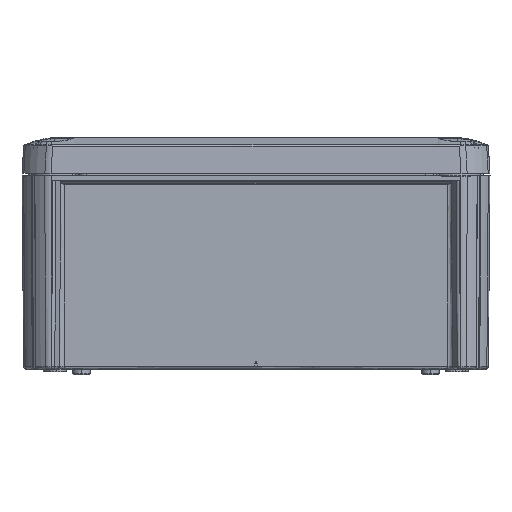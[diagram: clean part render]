
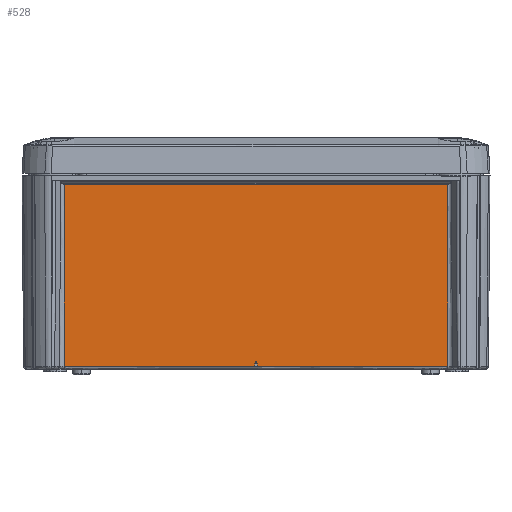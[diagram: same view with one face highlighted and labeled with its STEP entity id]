
A CAD part, left-side view. The second image highlights one B-rep face of the part: STEP entity #528.
In plain terms, the highlighted planar face has unit normal (-1, 0, -0.009).
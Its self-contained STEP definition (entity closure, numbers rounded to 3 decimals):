
#528=ADVANCED_FACE('',(#2659),#34860,.T.);
#2659=FACE_OUTER_BOUND('',#4795,.T.);
#4795=EDGE_LOOP('',(#8630,#8631,#8632,#8633,#8634,#8635,#8636,#8637));
#8630=ORIENTED_EDGE('',*,*,#19401,.T.);
#8631=ORIENTED_EDGE('',*,*,#19402,.T.);
#8632=ORIENTED_EDGE('',*,*,#19403,.T.);
#8633=ORIENTED_EDGE('',*,*,#18183,.T.);
#8634=ORIENTED_EDGE('',*,*,#18176,.T.);
#8635=ORIENTED_EDGE('',*,*,#18262,.T.);
#8636=ORIENTED_EDGE('',*,*,#18263,.T.);
#8637=ORIENTED_EDGE('',*,*,#18184,.F.);
#18176=EDGE_CURVE('',#29866,#29865,#26061,.T.);
#18183=EDGE_CURVE('',#29869,#29866,#26066,.T.);
#18184=EDGE_CURVE('',#29871,#29867,#26067,.T.);
#18262=EDGE_CURVE('',#29865,#29936,#24060,.T.);
#18263=EDGE_CURVE('',#29936,#29867,#26101,.T.);
#19401=EDGE_CURVE('',#29871,#30742,#26712,.T.);
#19402=EDGE_CURVE('',#30742,#30743,#26713,.T.);
#19403=EDGE_CURVE('',#30743,#29869,#26714,.T.);
#24060=(
BOUNDED_CURVE()
B_SPLINE_CURVE(2,(#73473,#73474,#73475,#73476,#73477),.UNSPECIFIED.,.F.,
 .F.)
B_SPLINE_CURVE_WITH_KNOTS((3,2,3),(-0.435,-0.314,
-0.194),.UNSPECIFIED.)
CURVE()
GEOMETRIC_REPRESENTATION_ITEM()
RATIONAL_B_SPLINE_CURVE((1.,0.819,1.,0.819,1.))
REPRESENTATION_ITEM('')
);
#26061=B_SPLINE_CURVE_WITH_KNOTS('',1,(#72633,#72634),.UNSPECIFIED.,.F.,
 .F.,(2,2),(-1.854,0.),.UNSPECIFIED.);
#26066=B_SPLINE_CURVE_WITH_KNOTS('',1,(#72649,#72650),.UNSPECIFIED.,.F.,
 .F.,(2,2),(0.,77.219),.UNSPECIFIED.);
#26067=B_SPLINE_CURVE_WITH_KNOTS('',1,(#72651,#72652),.UNSPECIFIED.,.F.,
 .F.,(2,2),(-77.218,0.),.UNSPECIFIED.);
#26101=B_SPLINE_CURVE_WITH_KNOTS('',1,(#73478,#73479),.UNSPECIFIED.,.F.,
 .F.,(2,2),(-1.854,0.),.UNSPECIFIED.);
#26712=B_SPLINE_CURVE_WITH_KNOTS('',1,(#81820,#81821),.UNSPECIFIED.,.F.,
 .F.,(2,2),(-73.653,0.),.UNSPECIFIED.);
#26713=B_SPLINE_CURVE_WITH_KNOTS('',1,(#81822,#81823),.UNSPECIFIED.,.F.,
 .F.,(2,2),(0.,155.893),.UNSPECIFIED.);
#26714=B_SPLINE_CURVE_WITH_KNOTS('',1,(#81824,#81825),.UNSPECIFIED.,.F.,
 .F.,(2,2),(0.,73.653),.UNSPECIFIED.);
#29865=VERTEX_POINT('',#71251);
#29866=VERTEX_POINT('',#71252);
#29867=VERTEX_POINT('',#71253);
#29869=VERTEX_POINT('',#71255);
#29871=VERTEX_POINT('',#71257);
#29936=VERTEX_POINT('',#71322);
#30742=VERTEX_POINT('',#72128);
#30743=VERTEX_POINT('',#72129);
#34860=PLANE('',#35901);
#35901=AXIS2_PLACEMENT_3D('',#59120,#36858,$);
#36858=DIRECTION('',(-1.,0.,-0.009));
#59120=CARTESIAN_POINT('',(-140.062,118.536,67.245));
#71251=CARTESIAN_POINT('',(-139.37,25.093,-12.03));
#71252=CARTESIAN_POINT('',(-139.355,25.727,-13.772));
#71253=CARTESIAN_POINT('',(-139.355,24.271,-13.772));
#71255=CARTESIAN_POINT('',(-139.355,102.945,-13.772));
#71257=CARTESIAN_POINT('',(-139.355,-52.948,-13.772));
#71322=CARTESIAN_POINT('',(-139.37,24.905,-12.03));
#72128=CARTESIAN_POINT('',(-139.998,-52.948,59.878));
#72129=CARTESIAN_POINT('',(-139.998,102.945,59.878));
#72633=CARTESIAN_POINT('',(-139.355,25.727,-13.772));
#72634=CARTESIAN_POINT('',(-139.37,25.093,-12.03));
#72649=CARTESIAN_POINT('',(-139.355,102.945,-13.772));
#72650=CARTESIAN_POINT('',(-139.355,25.727,-13.772));
#72651=CARTESIAN_POINT('',(-139.355,-52.948,-13.772));
#72652=CARTESIAN_POINT('',(-139.355,24.271,-13.772));
#73473=CARTESIAN_POINT('',(-139.37,25.093,-12.03));
#73474=CARTESIAN_POINT('',(-139.371,25.069,-11.964));
#73475=CARTESIAN_POINT('',(-139.371,24.999,-11.964));
#73476=CARTESIAN_POINT('',(-139.371,24.929,-11.964));
#73477=CARTESIAN_POINT('',(-139.37,24.905,-12.03));
#73478=CARTESIAN_POINT('',(-139.37,24.905,-12.03));
#73479=CARTESIAN_POINT('',(-139.355,24.271,-13.772));
#81820=CARTESIAN_POINT('',(-139.355,-52.948,-13.772));
#81821=CARTESIAN_POINT('',(-139.998,-52.948,59.878));
#81822=CARTESIAN_POINT('',(-139.998,-52.948,59.878));
#81823=CARTESIAN_POINT('',(-139.998,102.945,59.878));
#81824=CARTESIAN_POINT('',(-139.998,102.945,59.878));
#81825=CARTESIAN_POINT('',(-139.355,102.945,-13.772));
